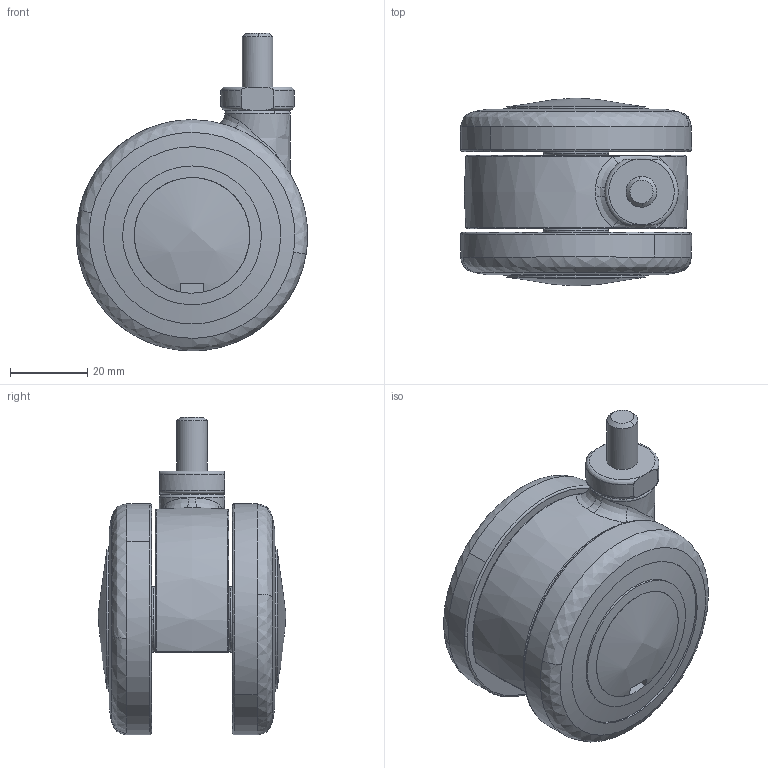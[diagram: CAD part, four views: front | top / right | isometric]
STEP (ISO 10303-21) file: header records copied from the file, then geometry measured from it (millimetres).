
FILE_DESCRIPTION((''),'2;1');
FILE_NAME('','2006-10-31T08:32:56',(''),(''),'','CADfix','');
FILE_SCHEMA(('AUTOMOTIVE_DESIGN'));
Length unit declared in the file: millimetre
Products named in the file (5): wheel_mr; wheel; main shaft; body; e60JN8_4136_36
Assembly tree (4 placements, depth 2):
  e60JN8_4136_36
    wheel_mr
    wheel
    main shaft
    body
Bounding box: 59.99 x 48.78 x 82.5 mm (x, y, z)
Volume: 85179.8 mm3; surface area: 30618.9 mm2
Topology: 4 solids, 4 shells, 140 faces, 424 edges, 309 vertices
Faces by surface type: bspline 140
Entity records: 6895 total; most frequent: CARTESIAN_POINT 4531, ORIENTED_EDGE 848, EDGE_CURVE 424, VERTEX_POINT 309, EDGE_LOOP 163, FACE_OUTER_BOUND 140, ADVANCED_FACE 140, QUASI_UNIFORM_CURVE 103
